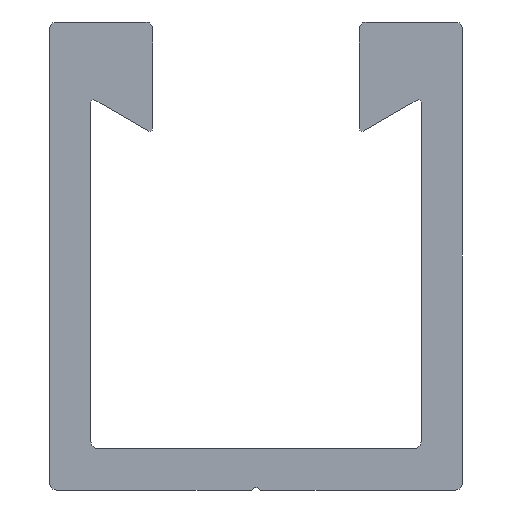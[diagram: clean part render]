
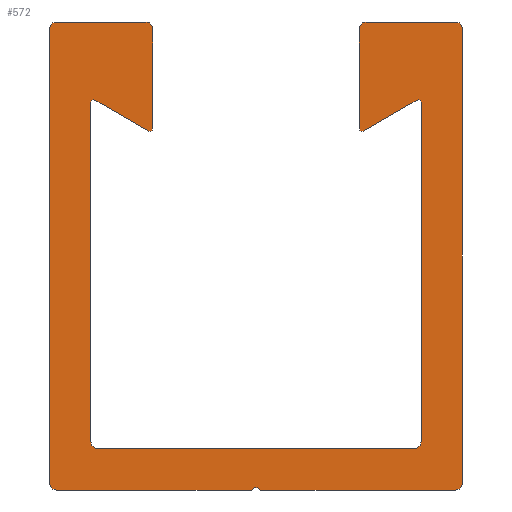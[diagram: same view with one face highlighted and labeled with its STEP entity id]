
A CAD part, left-side view. The second image highlights one B-rep face of the part: STEP entity #572.
In plain terms, the highlighted planar face has unit normal (-1, 0, 0).
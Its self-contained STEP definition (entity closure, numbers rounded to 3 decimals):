
#62=FACE_OUTER_BOUND('',#91,.T.);
#91=EDGE_LOOP('',(#437,#438,#439,#440,#441,#442,#443,#444,#445,#446,#447,
#448,#449,#450,#451,#452,#453,#454,#455,#456,#457,#458,#459,#460,#461,#462,
#463));
#129=LINE('',#892,#186);
#132=LINE('',#897,#189);
#134=LINE('',#901,#191);
#138=LINE('',#911,#195);
#141=LINE('',#922,#198);
#142=LINE('',#926,#199);
#143=LINE('',#930,#200);
#144=LINE('',#934,#201);
#145=LINE('',#938,#202);
#146=LINE('',#941,#203);
#147=LINE('',#943,#204);
#148=LINE('',#947,#205);
#149=LINE('',#950,#206);
#150=LINE('',#954,#207);
#151=LINE('',#957,#208);
#186=VECTOR('',#713,10.);
#189=VECTOR('',#718,10.);
#191=VECTOR('',#722,10.);
#195=VECTOR('',#732,10.);
#198=VECTOR('',#743,10.);
#199=VECTOR('',#746,10.);
#200=VECTOR('',#749,10.);
#201=VECTOR('',#752,10.);
#202=VECTOR('',#755,10.);
#203=VECTOR('',#758,10.);
#204=VECTOR('',#759,10.);
#205=VECTOR('',#762,10.);
#206=VECTOR('',#765,10.);
#207=VECTOR('',#768,10.);
#208=VECTOR('',#771,10.);
#239=CIRCLE('',#631,0.5);
#240=CIRCLE('',#634,0.5);
#241=CIRCLE('',#636,0.2);
#242=CIRCLE('',#637,0.2);
#243=CIRCLE('',#638,0.5);
#244=CIRCLE('',#639,0.5);
#245=CIRCLE('',#640,0.2);
#246=CIRCLE('',#641,0.2);
#247=CIRCLE('',#642,0.5);
#248=CIRCLE('',#643,0.5);
#249=CIRCLE('',#644,0.5);
#250=CIRCLE('',#645,0.5);
#278=VERTEX_POINT('',#889);
#279=VERTEX_POINT('',#891);
#280=VERTEX_POINT('',#895);
#281=VERTEX_POINT('',#899);
#282=VERTEX_POINT('',#903);
#283=VERTEX_POINT('',#904);
#284=VERTEX_POINT('',#909);
#285=VERTEX_POINT('',#913);
#286=VERTEX_POINT('',#914);
#287=VERTEX_POINT('',#919);
#288=VERTEX_POINT('',#921);
#289=VERTEX_POINT('',#923);
#290=VERTEX_POINT('',#925);
#291=VERTEX_POINT('',#927);
#292=VERTEX_POINT('',#929);
#293=VERTEX_POINT('',#931);
#294=VERTEX_POINT('',#933);
#295=VERTEX_POINT('',#935);
#296=VERTEX_POINT('',#937);
#297=VERTEX_POINT('',#939);
#298=VERTEX_POINT('',#942);
#299=VERTEX_POINT('',#944);
#300=VERTEX_POINT('',#946);
#301=VERTEX_POINT('',#949);
#302=VERTEX_POINT('',#951);
#303=VERTEX_POINT('',#953);
#304=VERTEX_POINT('',#955);
#333=EDGE_CURVE('',#279,#278,#129,.T.);
#336=EDGE_CURVE('',#278,#280,#132,.T.);
#338=EDGE_CURVE('',#280,#281,#134,.T.);
#339=EDGE_CURVE('',#282,#283,#239,.T.);
#343=EDGE_CURVE('',#282,#284,#138,.T.);
#344=EDGE_CURVE('',#285,#286,#240,.T.);
#347=EDGE_CURVE('',#287,#284,#241,.T.);
#348=EDGE_CURVE('',#287,#288,#141,.T.);
#349=EDGE_CURVE('',#289,#288,#242,.T.);
#350=EDGE_CURVE('',#289,#290,#142,.T.);
#351=EDGE_CURVE('',#291,#290,#243,.T.);
#352=EDGE_CURVE('',#291,#292,#143,.T.);
#353=EDGE_CURVE('',#293,#292,#244,.T.);
#354=EDGE_CURVE('',#293,#294,#144,.T.);
#355=EDGE_CURVE('',#295,#294,#245,.T.);
#356=EDGE_CURVE('',#295,#296,#145,.T.);
#357=EDGE_CURVE('',#297,#296,#246,.T.);
#358=EDGE_CURVE('',#297,#286,#146,.T.);
#359=EDGE_CURVE('',#285,#298,#147,.T.);
#360=EDGE_CURVE('',#299,#298,#247,.T.);
#361=EDGE_CURVE('',#299,#300,#148,.T.);
#362=EDGE_CURVE('',#279,#300,#248,.T.);
#363=EDGE_CURVE('',#281,#301,#149,.T.);
#364=EDGE_CURVE('',#302,#301,#249,.T.);
#365=EDGE_CURVE('',#302,#303,#150,.T.);
#366=EDGE_CURVE('',#304,#303,#250,.T.);
#367=EDGE_CURVE('',#304,#283,#151,.T.);
#437=ORIENTED_EDGE('',*,*,#339,.F.);
#438=ORIENTED_EDGE('',*,*,#343,.T.);
#439=ORIENTED_EDGE('',*,*,#347,.F.);
#440=ORIENTED_EDGE('',*,*,#348,.T.);
#441=ORIENTED_EDGE('',*,*,#349,.F.);
#442=ORIENTED_EDGE('',*,*,#350,.T.);
#443=ORIENTED_EDGE('',*,*,#351,.F.);
#444=ORIENTED_EDGE('',*,*,#352,.T.);
#445=ORIENTED_EDGE('',*,*,#353,.F.);
#446=ORIENTED_EDGE('',*,*,#354,.T.);
#447=ORIENTED_EDGE('',*,*,#355,.F.);
#448=ORIENTED_EDGE('',*,*,#356,.T.);
#449=ORIENTED_EDGE('',*,*,#357,.F.);
#450=ORIENTED_EDGE('',*,*,#358,.T.);
#451=ORIENTED_EDGE('',*,*,#344,.F.);
#452=ORIENTED_EDGE('',*,*,#359,.T.);
#453=ORIENTED_EDGE('',*,*,#360,.F.);
#454=ORIENTED_EDGE('',*,*,#361,.T.);
#455=ORIENTED_EDGE('',*,*,#362,.F.);
#456=ORIENTED_EDGE('',*,*,#333,.T.);
#457=ORIENTED_EDGE('',*,*,#336,.T.);
#458=ORIENTED_EDGE('',*,*,#338,.T.);
#459=ORIENTED_EDGE('',*,*,#363,.T.);
#460=ORIENTED_EDGE('',*,*,#364,.F.);
#461=ORIENTED_EDGE('',*,*,#365,.T.);
#462=ORIENTED_EDGE('',*,*,#366,.F.);
#463=ORIENTED_EDGE('',*,*,#367,.T.);
#553=PLANE('',#635);
#572=ADVANCED_FACE('',(#62),#553,.T.);
#631=AXIS2_PLACEMENT_3D('',#905,#725,#726);
#634=AXIS2_PLACEMENT_3D('',#915,#735,#736);
#635=AXIS2_PLACEMENT_3D('',#918,#739,#740);
#636=AXIS2_PLACEMENT_3D('',#920,#741,#742);
#637=AXIS2_PLACEMENT_3D('',#924,#744,#745);
#638=AXIS2_PLACEMENT_3D('',#928,#747,#748);
#639=AXIS2_PLACEMENT_3D('',#932,#750,#751);
#640=AXIS2_PLACEMENT_3D('',#936,#753,#754);
#641=AXIS2_PLACEMENT_3D('',#940,#756,#757);
#642=AXIS2_PLACEMENT_3D('',#945,#760,#761);
#643=AXIS2_PLACEMENT_3D('',#948,#763,#764);
#644=AXIS2_PLACEMENT_3D('',#952,#766,#767);
#645=AXIS2_PLACEMENT_3D('',#956,#769,#770);
#713=DIRECTION('',(0.,-1.,0.));
#718=DIRECTION('',(0.,-0.866,0.5));
#722=DIRECTION('',(0.,-0.866,-0.5));
#725=DIRECTION('center_axis',(1.,0.,0.));
#726=DIRECTION('ref_axis',(0.,0.707,0.707));
#732=DIRECTION('',(0.,0.,-1.));
#735=DIRECTION('center_axis',(1.,0.,0.));
#736=DIRECTION('ref_axis',(0.,-0.707,0.707));
#739=DIRECTION('center_axis',(-1.,0.,0.));
#740=DIRECTION('ref_axis',(0.,0.,1.));
#741=DIRECTION('center_axis',(1.,0.,0.));
#742=DIRECTION('ref_axis',(0.,0.5,-0.866));
#743=DIRECTION('',(0.,-0.866,0.5));
#744=DIRECTION('center_axis',(-1.,0.,0.));
#745=DIRECTION('ref_axis',(0.,-0.5,0.866));
#746=DIRECTION('',(0.,0.,-1.));
#747=DIRECTION('center_axis',(-1.,0.,0.));
#748=DIRECTION('ref_axis',(0.,-0.707,-0.707));
#749=DIRECTION('',(0.,1.,0.));
#750=DIRECTION('center_axis',(-1.,0.,0.));
#751=DIRECTION('ref_axis',(0.,0.707,-0.707));
#752=DIRECTION('',(0.,0.,1.));
#753=DIRECTION('center_axis',(-1.,0.,0.));
#754=DIRECTION('ref_axis',(0.,0.5,0.866));
#755=DIRECTION('',(0.,-0.866,-0.5));
#756=DIRECTION('center_axis',(1.,0.,0.));
#757=DIRECTION('ref_axis',(0.,-0.5,-0.866));
#758=DIRECTION('',(0.,0.,1.));
#759=DIRECTION('',(0.,1.,0.));
#760=DIRECTION('center_axis',(1.,0.,0.));
#761=DIRECTION('ref_axis',(0.,0.707,0.707));
#762=DIRECTION('',(0.,0.,-1.));
#763=DIRECTION('center_axis',(1.,0.,0.));
#764=DIRECTION('ref_axis',(0.,0.707,-0.707));
#765=DIRECTION('',(0.,-1.,0.));
#766=DIRECTION('center_axis',(1.,0.,0.));
#767=DIRECTION('ref_axis',(0.,-0.707,-0.707));
#768=DIRECTION('',(0.,0.,1.));
#769=DIRECTION('center_axis',(1.,0.,0.));
#770=DIRECTION('ref_axis',(0.,-0.707,0.707));
#771=DIRECTION('',(0.,1.,0.));
#889=CARTESIAN_POINT('',(-290.,0.346,0.));
#891=CARTESIAN_POINT('',(-290.,14.5,0.));
#892=CARTESIAN_POINT('',(-290.,-15.,0.));
#895=CARTESIAN_POINT('',(-290.,0.,0.2));
#897=CARTESIAN_POINT('',(-290.,-3.637,2.3));
#899=CARTESIAN_POINT('',(-290.,-0.346,0.));
#901=CARTESIAN_POINT('',(-290.,3.464,2.2));
#903=CARTESIAN_POINT('',(-290.,-7.5,33.5));
#904=CARTESIAN_POINT('',(-290.,-8.,34.));
#905=CARTESIAN_POINT('Origin',(-290.,-8.,33.5));
#909=CARTESIAN_POINT('',(-290.,-7.5,26.246));
#911=CARTESIAN_POINT('',(-290.,-7.5,25.9));
#913=CARTESIAN_POINT('',(-290.,8.,34.));
#914=CARTESIAN_POINT('',(-290.,7.5,33.5));
#915=CARTESIAN_POINT('Origin',(-290.,8.,33.5));
#918=CARTESIAN_POINT('Origin',(-290.,0.,17.));
#919=CARTESIAN_POINT('',(-290.,-7.8,26.073));
#920=CARTESIAN_POINT('Origin',(-290.,-7.7,26.246));
#921=CARTESIAN_POINT('',(-290.,-11.7,28.325));
#922=CARTESIAN_POINT('',(-290.,-12.,28.498));
#923=CARTESIAN_POINT('',(-290.,-12.,28.152));
#924=CARTESIAN_POINT('Origin',(-290.,-11.8,28.152));
#925=CARTESIAN_POINT('',(-290.,-12.,3.5));
#926=CARTESIAN_POINT('',(-290.,-12.,3.));
#927=CARTESIAN_POINT('',(-290.,-11.5,3.));
#928=CARTESIAN_POINT('Origin',(-290.,-11.5,3.5));
#929=CARTESIAN_POINT('',(-290.,11.5,3.));
#930=CARTESIAN_POINT('',(-290.,12.,3.));
#931=CARTESIAN_POINT('',(-290.,12.,3.5));
#932=CARTESIAN_POINT('Origin',(-290.,11.5,3.5));
#933=CARTESIAN_POINT('',(-290.,12.,28.152));
#934=CARTESIAN_POINT('',(-290.,12.,28.498));
#935=CARTESIAN_POINT('',(-290.,11.7,28.325));
#936=CARTESIAN_POINT('Origin',(-290.,11.8,28.152));
#937=CARTESIAN_POINT('',(-290.,7.8,26.073));
#938=CARTESIAN_POINT('',(-290.,7.5,25.9));
#939=CARTESIAN_POINT('',(-290.,7.5,26.246));
#940=CARTESIAN_POINT('Origin',(-290.,7.7,26.246));
#941=CARTESIAN_POINT('',(-290.,7.5,34.));
#942=CARTESIAN_POINT('',(-290.,14.5,34.));
#943=CARTESIAN_POINT('',(-290.,15.,34.));
#944=CARTESIAN_POINT('',(-290.,15.,33.5));
#945=CARTESIAN_POINT('Origin',(-290.,14.5,33.5));
#946=CARTESIAN_POINT('',(-290.,15.,0.5));
#947=CARTESIAN_POINT('',(-290.,15.,0.));
#948=CARTESIAN_POINT('Origin',(-290.,14.5,0.5));
#949=CARTESIAN_POINT('',(-290.,-14.5,0.));
#950=CARTESIAN_POINT('',(-290.,-15.,0.));
#951=CARTESIAN_POINT('',(-290.,-15.,0.5));
#952=CARTESIAN_POINT('Origin',(-290.,-14.5,0.5));
#953=CARTESIAN_POINT('',(-290.,-15.,33.5));
#954=CARTESIAN_POINT('',(-290.,-15.,34.));
#955=CARTESIAN_POINT('',(-290.,-14.5,34.));
#956=CARTESIAN_POINT('Origin',(-290.,-14.5,33.5));
#957=CARTESIAN_POINT('',(-290.,-7.5,34.));
